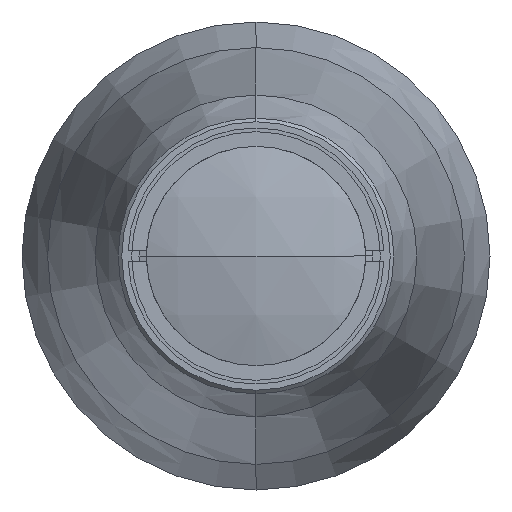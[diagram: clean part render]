
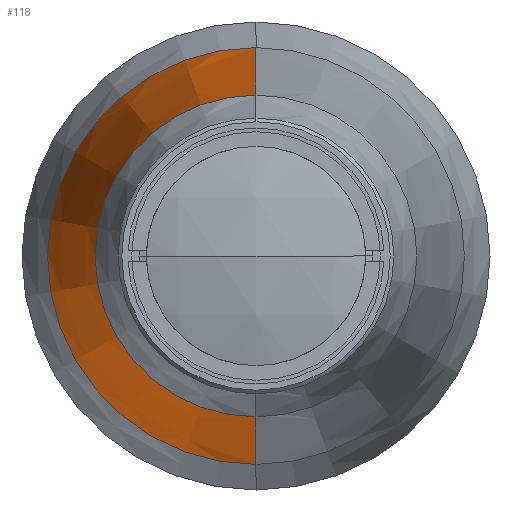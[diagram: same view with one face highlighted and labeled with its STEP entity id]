
A CAD part, left-side view. The second image highlights one B-rep face of the part: STEP entity #118.
In plain terms, the highlighted conical face has half-angle 7 degrees and reference radius 28.5 mm.
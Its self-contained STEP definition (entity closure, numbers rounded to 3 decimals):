
#118 = ADVANCED_FACE ( 'NONE', ( #1613 ), #1621, .T. ) ;
#263 = EDGE_CURVE ( 'NONE', #675, #677, #2586, .T. ) ;
#264 = EDGE_CURVE ( 'NONE', #675, #667, #2583, .T. ) ;
#265 = EDGE_CURVE ( 'NONE', #677, #678, #2587, .T. ) ;
#266 = EDGE_CURVE ( 'NONE', #667, #678, #2590, .T. ) ;
#422 = ORIENTED_EDGE ( 'NONE', *, *, #264, .F. ) ;
#423 = ORIENTED_EDGE ( 'NONE', *, *, #263, .T. ) ;
#424 = ORIENTED_EDGE ( 'NONE', *, *, #265, .T. ) ;
#425 = ORIENTED_EDGE ( 'NONE', *, *, #266, .F. ) ;
#532 = EDGE_LOOP ( 'NONE', ( #422, #423, #424, #425 ) ) ;
#667 = VERTEX_POINT ( 'NONE', #3236 ) ;
#675 = VERTEX_POINT ( 'NONE', #3244 ) ;
#677 = VERTEX_POINT ( 'NONE', #3246 ) ;
#678 = VERTEX_POINT ( 'NONE', #3247 ) ;
#1522 = AXIS2_PLACEMENT_3D ( 'NONE', #1741, #1742, #1750 ) ;
#1613 = FACE_OUTER_BOUND ( 'NONE', #532, .T. ) ;
#1621 = CONICAL_SURFACE ( 'NONE', #1522, 28.5, 0.122 ) ;
#1741 = CARTESIAN_POINT ( 'NONE',  ( 373.33, 0., 0. ) ) ;
#1742 = DIRECTION ( 'NONE',  ( 1., 0., 0. ) ) ;
#1750 = DIRECTION ( 'NONE',  ( 0., 0., -1. ) ) ;
#2583 = CIRCLE ( 'NONE', #2918, 22. ) ;
#2586 = LINE ( 'NONE', #2813, #2588 ) ;
#2587 = CIRCLE ( 'NONE', #2919, 28.5 ) ;
#2588 = VECTOR ( 'NONE', #2814, 1000. ) ;
#2590 = LINE ( 'NONE', #2821, #2592 ) ;
#2592 = VECTOR ( 'NONE', #2822, 1000. ) ;
#2813 = CARTESIAN_POINT ( 'NONE',  ( 373.33, 0., 28.5 ) ) ;
#2814 = DIRECTION ( 'NONE',  ( 0.993, 0., 0.122 ) ) ;
#2821 = CARTESIAN_POINT ( 'NONE',  ( 373.33, 0., -28.5 ) ) ;
#2822 = DIRECTION ( 'NONE',  ( 0.993, 0., -0.122 ) ) ;
#2823 = CARTESIAN_POINT ( 'NONE',  ( 320.392, 0., 0. ) ) ;
#2824 = DIRECTION ( 'NONE',  ( -1., 0., 0. ) ) ;
#2825 = DIRECTION ( 'NONE',  ( 0., 0., 1. ) ) ;
#2828 = CARTESIAN_POINT ( 'NONE',  ( 373.33, 0., 0. ) ) ;
#2829 = DIRECTION ( 'NONE',  ( -1., 0., 0. ) ) ;
#2830 = DIRECTION ( 'NONE',  ( 0., 0., 1. ) ) ;
#2918 = AXIS2_PLACEMENT_3D ( 'NONE', #2823, #2824, #2825 ) ;
#2919 = AXIS2_PLACEMENT_3D ( 'NONE', #2828, #2829, #2830 ) ;
#3236 = CARTESIAN_POINT ( 'NONE',  ( 320.392, 0., -22. ) ) ;
#3244 = CARTESIAN_POINT ( 'NONE',  ( 320.392, 0., 22. ) ) ;
#3246 = CARTESIAN_POINT ( 'NONE',  ( 373.33, 0., 28.5 ) ) ;
#3247 = CARTESIAN_POINT ( 'NONE',  ( 373.33, 0., -28.5 ) ) ;
